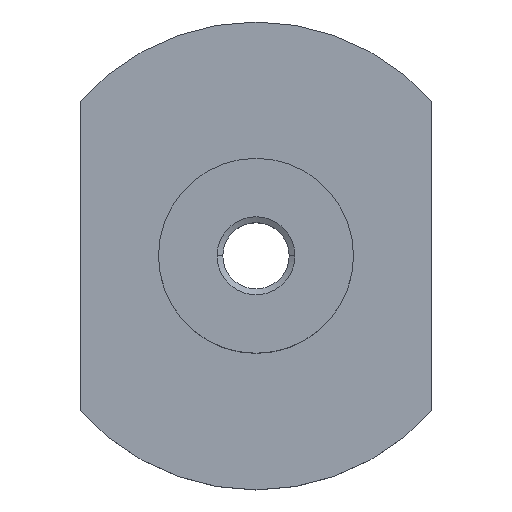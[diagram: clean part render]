
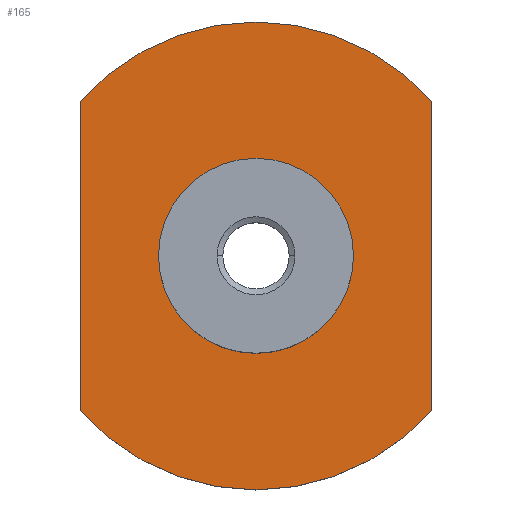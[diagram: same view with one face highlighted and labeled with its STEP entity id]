
A CAD part, top view. The second image highlights one B-rep face of the part: STEP entity #165.
In plain terms, the highlighted planar face has unit normal (0, 0, 1).
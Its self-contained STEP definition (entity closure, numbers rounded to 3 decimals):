
#97=VERTEX_POINT('',#259);
#99=VERTEX_POINT('',#261);
#109=VERTEX_POINT('',#274);
#137=EDGE_CURVE('',#97,#209,#307,.T.);
#149=EDGE_CURVE('',#109,#99,#319,.T.);
#155=EDGE_CURVE('',#197,#183,#327,.T.);
#165=ADVANCED_FACE('',(#338,#339),#340,.T.);
#183=VERTEX_POINT('',#360);
#189=EDGE_CURVE('',#97,#183,#368,.T.);
#191=EDGE_CURVE('',#197,#209,#370,.T.);
#197=VERTEX_POINT('',#376);
#209=VERTEX_POINT('',#389);
#213=EDGE_CURVE('',#99,#109,#393,.T.);
#259=CARTESIAN_POINT('',(18.0,-15.875,0.));
#261=CARTESIAN_POINT('',(10.,0.,0.));
#274=CARTESIAN_POINT('',(-10.0,0.,0.));
#307=CIRCLE('',#489,24.0);
#319=CIRCLE('',#503,10.0);
#327=CIRCLE('',#512,24.0);
#338=FACE_BOUND('',#527,.T.);
#339=FACE_OUTER_BOUND('',#528,.T.);
#340=PLANE('',#529);
#360=CARTESIAN_POINT('',(18.0,15.875,0.));
#368=LINE('',#564,#565);
#370=LINE('',#568,#569);
#376=CARTESIAN_POINT('',(-18.0,15.875,0.));
#389=CARTESIAN_POINT('',(-18.0,-15.875,0.));
#393=CIRCLE('',#602,10.0);
#489=AXIS2_PLACEMENT_3D('',#718,#719,#720);
#503=AXIS2_PLACEMENT_3D('',#724,#725,#726);
#512=AXIS2_PLACEMENT_3D('',#735,#736,#737);
#527=EDGE_LOOP('',(#754,#755));
#528=EDGE_LOOP('',(#756,#757,#758,#759));
#529=AXIS2_PLACEMENT_3D('',#760,#761,#762);
#564=CARTESIAN_POINT('',(18.0,-7.937,0.));
#565=VECTOR('',#797,1.0);
#568=CARTESIAN_POINT('',(-18.0,7.937,0.));
#569=VECTOR('',#798,1.0);
#602=AXIS2_PLACEMENT_3D('',#819,#820,#821);
#718=CARTESIAN_POINT('',(0.,0.,0.));
#719=DIRECTION('',(0.0,0.0,-1.0));
#720=DIRECTION('',(1.0,0.,0.0));
#724=CARTESIAN_POINT('',(0.,0.,0.));
#725=DIRECTION('',(0.0,0.0,-1.0));
#726=DIRECTION('',(1.0,0.,0.0));
#735=CARTESIAN_POINT('',(0.,0.,0.));
#736=DIRECTION('',(0.0,0.0,-1.0));
#737=DIRECTION('',(1.0,0.,0.0));
#754=ORIENTED_EDGE('',*,*,#213,.T.);
#755=ORIENTED_EDGE('',*,*,#149,.T.);
#756=ORIENTED_EDGE('',*,*,#191,.T.);
#757=ORIENTED_EDGE('',*,*,#137,.F.);
#758=ORIENTED_EDGE('',*,*,#189,.T.);
#759=ORIENTED_EDGE('',*,*,#155,.F.);
#760=CARTESIAN_POINT('',(17.0,0.,0.));
#761=DIRECTION('',(0.0,0.0,1.0));
#762=DIRECTION('',(1.0,0.0,0.0));
#797=DIRECTION('',(0.0,1.0,0.0));
#798=DIRECTION('',(0.0,-1.0,0.0));
#819=CARTESIAN_POINT('',(0.,0.,0.));
#820=DIRECTION('',(0.0,0.0,-1.0));
#821=DIRECTION('',(1.0,0.,0.0));
